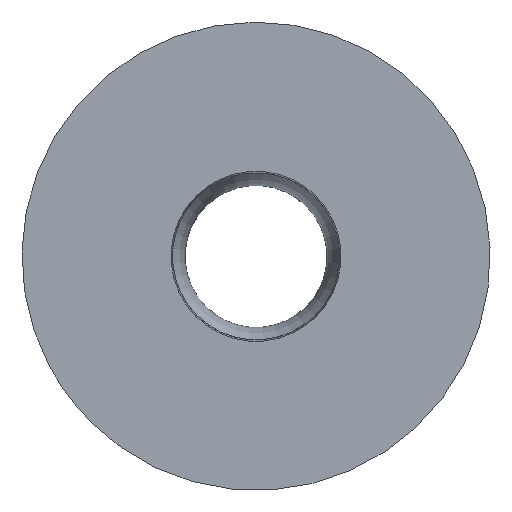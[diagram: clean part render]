
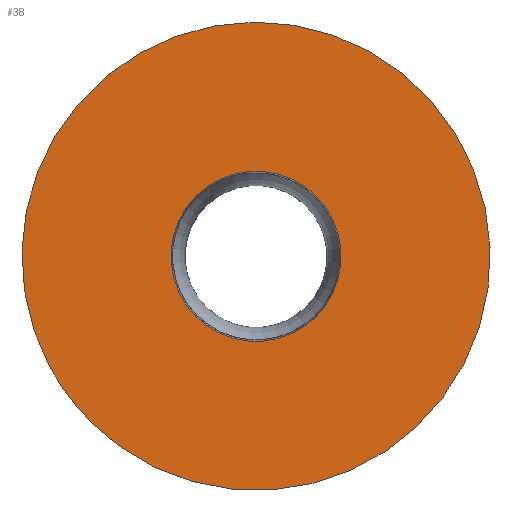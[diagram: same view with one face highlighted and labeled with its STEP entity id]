
A CAD part, top view. The second image highlights one B-rep face of the part: STEP entity #38.
In plain terms, the highlighted planar face has unit normal (0, 0, 1).
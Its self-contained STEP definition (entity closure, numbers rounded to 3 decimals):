
#38=ADVANCED_FACE('',(#47,#48),#45,.F.);
#45=PLANE('',#143);
#47=FACE_BOUND('',#61,.T.);
#48=FACE_BOUND('',#62,.T.);
#61=EDGE_LOOP('',(#75));
#62=EDGE_LOOP('',(#76));
#75=ORIENTED_EDGE('',*,*,#96,.F.);
#76=ORIENTED_EDGE('',*,*,#97,.F.);
#89=VERTEX_POINT('',#198);
#90=VERTEX_POINT('',#200);
#96=EDGE_CURVE('',#89,#89,#111,.T.);
#97=EDGE_CURVE('',#90,#90,#112,.T.);
#111=CIRCLE('',#141,16.0);
#112=CIRCLE('',#142,5.813);
#141=AXIS2_PLACEMENT_3D('',#197,#163,#164);
#142=AXIS2_PLACEMENT_3D('',#199,#165,#166);
#143=AXIS2_PLACEMENT_3D('',#201,#167,#168);
#163=DIRECTION('',(0.0,0.0,-1.0));
#164=DIRECTION('',(-0.882,-0.471,0.0));
#165=DIRECTION('',(0.0,0.0,1.0));
#166=DIRECTION('',(-0.707,-0.707,0.0));
#167=DIRECTION('',(0.0,0.0,-1.0));
#168=DIRECTION('',(0.707,0.707,0.0));
#197=CARTESIAN_POINT('',(16.0,16.0,0.));
#198=CARTESIAN_POINT('',(1.888,8.46,0.));
#199=CARTESIAN_POINT('',(16.0,16.0,0.));
#200=CARTESIAN_POINT('',(11.889,11.889,0.));
#201=CARTESIAN_POINT('',(16.0,16.0,0.));
